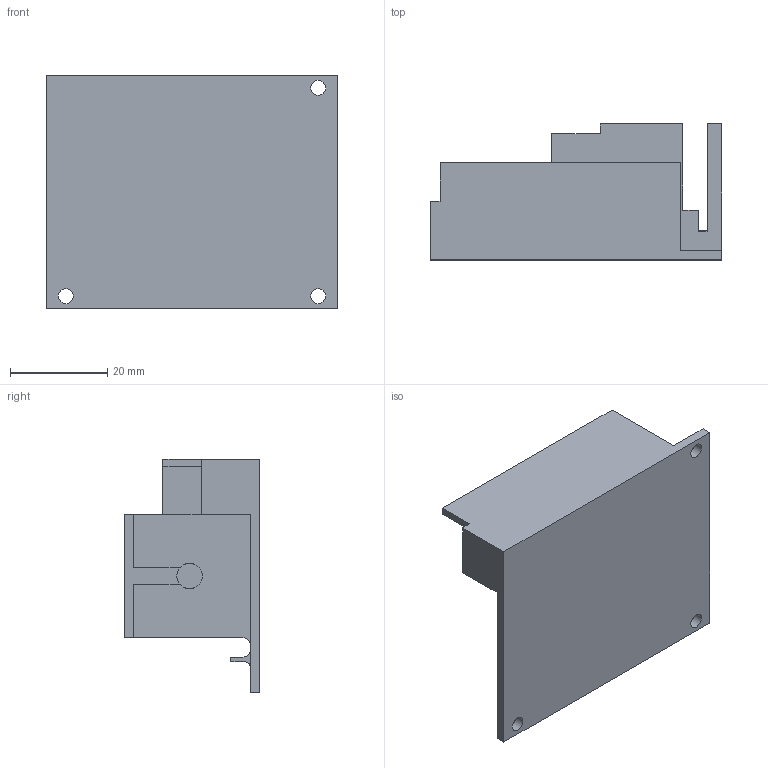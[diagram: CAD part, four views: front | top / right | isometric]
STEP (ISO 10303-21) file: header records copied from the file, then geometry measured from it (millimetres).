
FILE_DESCRIPTION(/* description */ (''),/* implementation_level */ '2;1');
FILE_NAME(/* name */ 'Testing_Stage.step',/* time_stamp */ '2023-04-03T14:01:50-07:00',/* author */ (''),/* organization */ (''),/* preprocessor_version */ 'ST-DEVELOPER v19.2',/* originating_system */ 'Autodesk Translation Framework v11.17.0.187',/* authorisation */ '');
FILE_SCHEMA (('AUTOMOTIVE_DESIGN { 1 0 10303 214 3 1 1 }'));
Length unit declared in the file: millimetre
Products named in the file (1): led stage v2
Bounding box: 60 x 28 x 48 mm (x, y, z)
Volume: 22336.5 mm3; surface area: 14998 mm2
Topology: 1 solids, 1 shells, 77 faces, 205 edges, 136 vertices
Faces by surface type: plane 57, cylinder 20
Full cylindrical faces by diameter (mm): 2.13 x8, 2.75 x2, 3.1 x3, 5.25 x2
Entity records: 2456 total; most frequent: CARTESIAN_POINT 419, ORIENTED_EDGE 410, DIRECTION 402, EDGE_CURVE 205, LINE 164, VECTOR 164, VERTEX_POINT 136, AXIS2_PLACEMENT_3D 119
